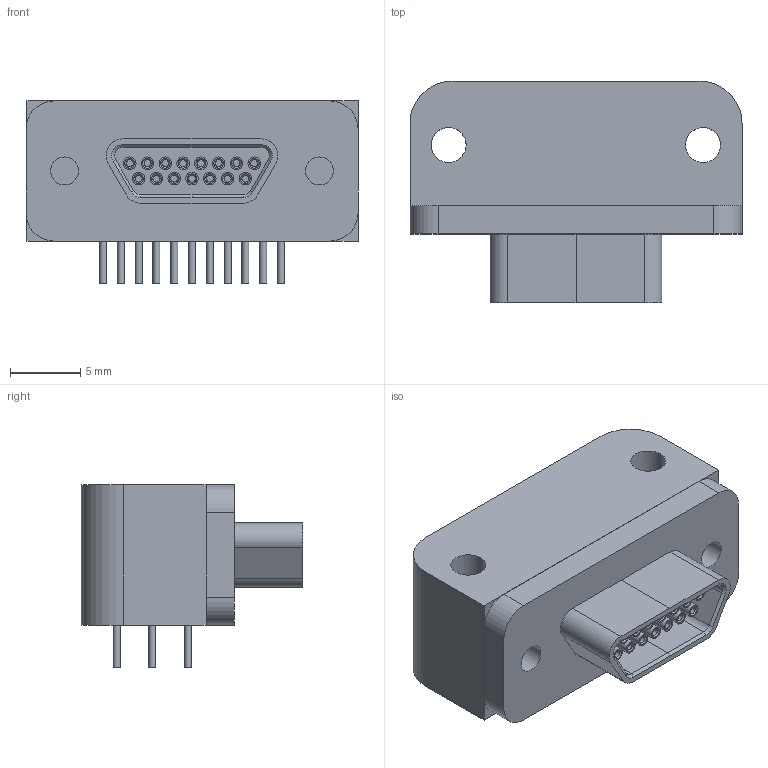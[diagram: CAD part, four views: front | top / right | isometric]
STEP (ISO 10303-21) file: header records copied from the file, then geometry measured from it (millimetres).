
FILE_DESCRIPTION(('FreeCAD Model'),'2;1');
FILE_NAME('Open CASCADE Shape Model','2024-11-07T01:11:49',(''),(''), 'Open CASCADE STEP processor 7.8','FreeCAD','Unknown');
FILE_SCHEMA(('AUTOMOTIVE_DESIGN { 1 0 10303 214 1 1 1 1 }'));
Length unit declared in the file: millimetre
Products named in the file (8): microD; base; flange; array_jack_h; jack_pin_h; array_jack_l; array_solder_15p; solder_pin_15p
Assembly tree (35 placements, depth 3):
  microD
    base
    flange
    array_jack_h
      jack_pin_h  x8
    array_jack_l
      jack_pin_h  x7
    array_solder_15p
      solder_pin_15p  x15
Bounding box: 23.7 x 15.8 x 13 mm (x, y, z)
Volume: 2534.1 mm3; surface area: 2387.9 mm2
Topology: 32 solids, 32 shells, 178 faces, 305 edges, 195 vertices
Faces by surface type: plane 94, cylinder 65, cone 19
Full cylindrical faces by diameter (mm): 0.5 x30, 0.9 x15, 2 x4, 2.5 x2
Entity records: 2276 total; most frequent: DIRECTION 406, CARTESIAN_POINT 350, ORIENTED_EDGE 302, AXIS2_PLACEMENT_3D 153, EDGE_CURVE 151, LINE 100, VECTOR 100, VERTEX_POINT 97
